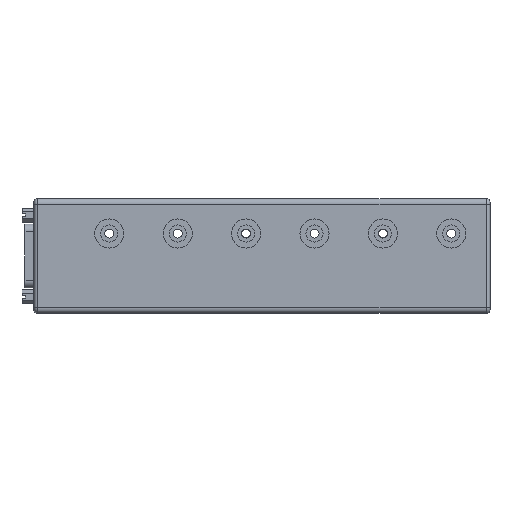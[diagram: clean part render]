
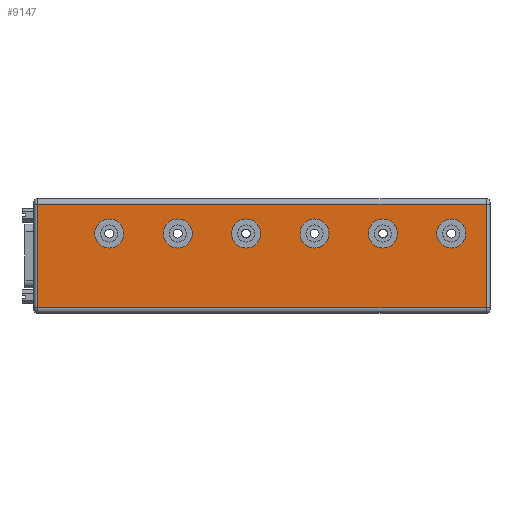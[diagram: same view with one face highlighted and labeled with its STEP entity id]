
A CAD part, front view. The second image highlights one B-rep face of the part: STEP entity #9147.
In plain terms, the highlighted planar face has unit normal (0, -1, 0).
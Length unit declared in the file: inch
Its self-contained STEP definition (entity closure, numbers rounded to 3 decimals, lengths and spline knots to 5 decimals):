
#35 = EDGE_LOOP ( 'NONE', ( #3468, #1198 ) ) ;
#56 = AXIS2_PLACEMENT_3D ( 'NONE', #3856, #8899, #4590 ) ;
#100 = CIRCLE ( 'NONE', #3385, 0.2345 ) ;
#102 = CARTESIAN_POINT ( 'NONE',  ( 7.35, 0., -0.09 ) ) ;
#229 = DIRECTION ( 'NONE',  ( 0., 0., 1. ) ) ;
#247 = ORIENTED_EDGE ( 'NONE', *, *, #7669, .T. ) ;
#301 = CARTESIAN_POINT ( 'NONE',  ( 4.523, 0., -0.7975 ) ) ;
#437 = CARTESIAN_POINT ( 'NONE',  ( 0.0625, 0., -0.09 ) ) ;
#445 = DIRECTION ( 'NONE',  ( 0., 0., 1. ) ) ;
#516 = AXIS2_PLACEMENT_3D ( 'NONE', #5190, #831, #5938 ) ;
#532 = CARTESIAN_POINT ( 'NONE',  ( 5.625, 0., -0.3285 ) ) ;
#634 = DIRECTION ( 'NONE',  ( 0., 0., 1. ) ) ;
#809 = EDGE_LOOP ( 'NONE', ( #5824, #247, #3607, #3518 ) ) ;
#831 = DIRECTION ( 'NONE',  ( 0., -1., 0. ) ) ;
#851 = EDGE_LOOP ( 'NONE', ( #4106, #5268 ) ) ;
#962 = DIRECTION ( 'NONE',  ( -1., 0., 0. ) ) ;
#994 = DIRECTION ( 'NONE',  ( 0., -1., 0. ) ) ;
#1021 = EDGE_CURVE ( 'NONE', #4939, #5019, #8611, .T. ) ;
#1121 = FACE_BOUND ( 'NONE', #35, .T. ) ;
#1198 = ORIENTED_EDGE ( 'NONE', *, *, #8623, .F. ) ;
#1210 = EDGE_LOOP ( 'NONE', ( #3286, #3461 ) ) ;
#1213 = CARTESIAN_POINT ( 'NONE',  ( 2.319, 0., -0.563 ) ) ;
#1214 = CARTESIAN_POINT ( 'NONE',  ( 6.727, 0., -0.3285 ) ) ;
#1284 = VERTEX_POINT ( 'NONE', #7431 ) ;
#1310 = VECTOR ( 'NONE', #4833, 39.37008 ) ;
#1346 = CIRCLE ( 'NONE', #516, 0.2345 ) ;
#1553 = VERTEX_POINT ( 'NONE', #4349 ) ;
#1557 = VERTEX_POINT ( 'NONE', #7935 ) ;
#1643 = CARTESIAN_POINT ( 'NONE',  ( 4.523, 0., -0.563 ) ) ;
#1666 = EDGE_LOOP ( 'NONE', ( #4648, #2053 ) ) ;
#1676 = CIRCLE ( 'NONE', #1898, 0.2345 ) ;
#1750 = DIRECTION ( 'NONE',  ( 0., -1., 0. ) ) ;
#1822 = DIRECTION ( 'NONE',  ( -1., 0., 0. ) ) ;
#1835 = VERTEX_POINT ( 'NONE', #6807 ) ;
#1898 = AXIS2_PLACEMENT_3D ( 'NONE', #1643, #6736, #2364 ) ;
#1960 = DIRECTION ( 'NONE',  ( 0., 0., 1. ) ) ;
#1981 = AXIS2_PLACEMENT_3D ( 'NONE', #102, #6656, #2293 ) ;
#2000 = EDGE_CURVE ( 'NONE', #4801, #7138, #2869, .T. ) ;
#2053 = ORIENTED_EDGE ( 'NONE', *, *, #8253, .F. ) ;
#2064 = VECTOR ( 'NONE', #1822, 39.37008 ) ;
#2162 = CIRCLE ( 'NONE', #6114, 0.2345 ) ;
#2207 = ORIENTED_EDGE ( 'NONE', *, *, #8564, .F. ) ;
#2269 = LINE ( 'NONE', #4728, #2064 ) ;
#2293 = DIRECTION ( 'NONE',  ( 0., 0., 1. ) ) ;
#2302 = CARTESIAN_POINT ( 'NONE',  ( 0.0625, 0., -0.09 ) ) ;
#2304 = CARTESIAN_POINT ( 'NONE',  ( 3.421, 0., -0.563 ) ) ;
#2364 = DIRECTION ( 'NONE',  ( 0., 0., 1. ) ) ;
#2375 = VERTEX_POINT ( 'NONE', #8364 ) ;
#2472 = CARTESIAN_POINT ( 'NONE',  ( 7.2875, 0., -0.09 ) ) ;
#2565 = CARTESIAN_POINT ( 'NONE',  ( 7.2875, 0., -1.76 ) ) ;
#2641 = CARTESIAN_POINT ( 'NONE',  ( 3.421, 0., -0.3285 ) ) ;
#2823 = ORIENTED_EDGE ( 'NONE', *, *, #4335, .F. ) ;
#2869 = LINE ( 'NONE', #6069, #8448 ) ;
#2991 = PLANE ( 'NONE',  #1981 ) ;
#3040 = DIRECTION ( 'NONE',  ( 0., -1., 0. ) ) ;
#3045 = DIRECTION ( 'NONE',  ( 0., 0., 1. ) ) ;
#3052 = FACE_BOUND ( 'NONE', #851, .T. ) ;
#3190 = VERTEX_POINT ( 'NONE', #437 ) ;
#3196 = DIRECTION ( 'NONE',  ( 0., -1., 0. ) ) ;
#3256 = LINE ( 'NONE', #9158, #1310 ) ;
#3286 = ORIENTED_EDGE ( 'NONE', *, *, #1021, .F. ) ;
#3299 = FACE_BOUND ( 'NONE', #1666, .T. ) ;
#3385 = AXIS2_PLACEMENT_3D ( 'NONE', #9141, #4816, #445 ) ;
#3461 = ORIENTED_EDGE ( 'NONE', *, *, #3834, .F. ) ;
#3464 = AXIS2_PLACEMENT_3D ( 'NONE', #8920, #4610, #229 ) ;
#3468 = ORIENTED_EDGE ( 'NONE', *, *, #9241, .F. ) ;
#3514 = VERTEX_POINT ( 'NONE', #1214 ) ;
#3518 = ORIENTED_EDGE ( 'NONE', *, *, #8573, .T. ) ;
#3607 = ORIENTED_EDGE ( 'NONE', *, *, #3900, .T. ) ;
#3834 = EDGE_CURVE ( 'NONE', #5019, #4939, #4459, .T. ) ;
#3856 = CARTESIAN_POINT ( 'NONE',  ( 6.727, 0., -0.563 ) ) ;
#3890 = VECTOR ( 'NONE', #4494, 39.37008 ) ;
#3900 = EDGE_CURVE ( 'NONE', #6466, #3190, #2269, .T. ) ;
#4106 = ORIENTED_EDGE ( 'NONE', *, *, #4823, .F. ) ;
#4139 = LINE ( 'NONE', #2302, #3890 ) ;
#4335 = EDGE_CURVE ( 'NONE', #4887, #1553, #5482, .T. ) ;
#4349 = CARTESIAN_POINT ( 'NONE',  ( 1.217, 0., -0.7975 ) ) ;
#4363 = AXIS2_PLACEMENT_3D ( 'NONE', #2304, #7404, #3045 ) ;
#4459 = CIRCLE ( 'NONE', #6396, 0.2345 ) ;
#4494 = DIRECTION ( 'NONE',  ( 0., 0., -1. ) ) ;
#4587 = AXIS2_PLACEMENT_3D ( 'NONE', #9331, #5005, #634 ) ;
#4590 = DIRECTION ( 'NONE',  ( 0., 0., 1. ) ) ;
#4610 = DIRECTION ( 'NONE',  ( 0., -1., 0. ) ) ;
#4648 = ORIENTED_EDGE ( 'NONE', *, *, #9135, .F. ) ;
#4728 = CARTESIAN_POINT ( 'NONE',  ( 7.35, 0., -0.09 ) ) ;
#4801 = VERTEX_POINT ( 'NONE', #2565 ) ;
#4816 = DIRECTION ( 'NONE',  ( 0., -1., 0. ) ) ;
#4823 = EDGE_CURVE ( 'NONE', #2375, #9336, #100, .T. ) ;
#4833 = DIRECTION ( 'NONE',  ( 0., 0., 1. ) ) ;
#4837 = AXIS2_PLACEMENT_3D ( 'NONE', #5372, #994, #6098 ) ;
#4887 = VERTEX_POINT ( 'NONE', #7032 ) ;
#4939 = VERTEX_POINT ( 'NONE', #532 ) ;
#5005 = DIRECTION ( 'NONE',  ( 0., -1., 0. ) ) ;
#5007 = FACE_BOUND ( 'NONE', #5435, .T. ) ;
#5019 = VERTEX_POINT ( 'NONE', #5731 ) ;
#5190 = CARTESIAN_POINT ( 'NONE',  ( 2.319, 0., -0.563 ) ) ;
#5220 = FACE_BOUND ( 'NONE', #1210, .T. ) ;
#5268 = ORIENTED_EDGE ( 'NONE', *, *, #6883, .F. ) ;
#5273 = VERTEX_POINT ( 'NONE', #8466 ) ;
#5284 = ORIENTED_EDGE ( 'NONE', *, *, #9304, .F. ) ;
#5372 = CARTESIAN_POINT ( 'NONE',  ( 5.625, 0., -0.563 ) ) ;
#5435 = EDGE_LOOP ( 'NONE', ( #2207, #8389 ) ) ;
#5482 = CIRCLE ( 'NONE', #4587, 0.2345 ) ;
#5731 = CARTESIAN_POINT ( 'NONE',  ( 5.625, 0., -0.7975 ) ) ;
#5799 = CIRCLE ( 'NONE', #5871, 0.2345 ) ;
#5824 = ORIENTED_EDGE ( 'NONE', *, *, #2000, .F. ) ;
#5871 = AXIS2_PLACEMENT_3D ( 'NONE', #7559, #3196, #8274 ) ;
#5938 = DIRECTION ( 'NONE',  ( 0., 0., 1. ) ) ;
#6069 = CARTESIAN_POINT ( 'NONE',  ( 7.35, 0., -1.76 ) ) ;
#6098 = DIRECTION ( 'NONE',  ( 0., 0., 1. ) ) ;
#6112 = CARTESIAN_POINT ( 'NONE',  ( 5.625, 0., -0.563 ) ) ;
#6114 = AXIS2_PLACEMENT_3D ( 'NONE', #7402, #3040, #8115 ) ;
#6332 = DIRECTION ( 'NONE',  ( 0., -1., 0. ) ) ;
#6354 = EDGE_CURVE ( 'NONE', #1557, #8753, #7802, .T. ) ;
#6396 = AXIS2_PLACEMENT_3D ( 'NONE', #6112, #1750, #6846 ) ;
#6466 = VERTEX_POINT ( 'NONE', #2472 ) ;
#6482 = CIRCLE ( 'NONE', #3464, 0.2345 ) ;
#6527 = CIRCLE ( 'NONE', #6772, 0.2345 ) ;
#6656 = DIRECTION ( 'NONE',  ( 0., 1., 0. ) ) ;
#6736 = DIRECTION ( 'NONE',  ( 0., -1., 0. ) ) ;
#6772 = AXIS2_PLACEMENT_3D ( 'NONE', #1213, #6332, #1960 ) ;
#6807 = CARTESIAN_POINT ( 'NONE',  ( 2.319, 0., -0.7975 ) ) ;
#6846 = DIRECTION ( 'NONE',  ( 0., 0., 1. ) ) ;
#6883 = EDGE_CURVE ( 'NONE', #9336, #2375, #1676, .T. ) ;
#6940 = FACE_OUTER_BOUND ( 'NONE', #809, .T. ) ;
#7032 = CARTESIAN_POINT ( 'NONE',  ( 1.217, 0., -0.3285 ) ) ;
#7138 = VERTEX_POINT ( 'NONE', #9145 ) ;
#7176 = FACE_BOUND ( 'NONE', #7670, .T. ) ;
#7402 = CARTESIAN_POINT ( 'NONE',  ( 3.421, 0., -0.563 ) ) ;
#7404 = DIRECTION ( 'NONE',  ( 0., -1., 0. ) ) ;
#7431 = CARTESIAN_POINT ( 'NONE',  ( 2.319, 0., -0.3285 ) ) ;
#7559 = CARTESIAN_POINT ( 'NONE',  ( 1.217, 0., -0.563 ) ) ;
#7669 = EDGE_CURVE ( 'NONE', #4801, #6466, #3256, .T. ) ;
#7670 = EDGE_LOOP ( 'NONE', ( #2823, #5284 ) ) ;
#7802 = CIRCLE ( 'NONE', #4363, 0.2345 ) ;
#7935 = CARTESIAN_POINT ( 'NONE',  ( 3.421, 0., -0.7975 ) ) ;
#8115 = DIRECTION ( 'NONE',  ( 0., 0., 1. ) ) ;
#8253 = EDGE_CURVE ( 'NONE', #1835, #1284, #6527, .T. ) ;
#8274 = DIRECTION ( 'NONE',  ( 0., 0., 1. ) ) ;
#8364 = CARTESIAN_POINT ( 'NONE',  ( 4.523, 0., -0.3285 ) ) ;
#8389 = ORIENTED_EDGE ( 'NONE', *, *, #6354, .F. ) ;
#8448 = VECTOR ( 'NONE', #962, 39.37008 ) ;
#8466 = CARTESIAN_POINT ( 'NONE',  ( 6.727, 0., -0.7975 ) ) ;
#8534 = CIRCLE ( 'NONE', #56, 0.2345 ) ;
#8564 = EDGE_CURVE ( 'NONE', #8753, #1557, #2162, .T. ) ;
#8573 = EDGE_CURVE ( 'NONE', #3190, #7138, #4139, .T. ) ;
#8611 = CIRCLE ( 'NONE', #4837, 0.2345 ) ;
#8623 = EDGE_CURVE ( 'NONE', #5273, #3514, #8534, .T. ) ;
#8753 = VERTEX_POINT ( 'NONE', #2641 ) ;
#8899 = DIRECTION ( 'NONE',  ( 0., -1., 0. ) ) ;
#8920 = CARTESIAN_POINT ( 'NONE',  ( 6.727, 0., -0.563 ) ) ;
#9135 = EDGE_CURVE ( 'NONE', #1284, #1835, #1346, .T. ) ;
#9141 = CARTESIAN_POINT ( 'NONE',  ( 4.523, 0., -0.563 ) ) ;
#9145 = CARTESIAN_POINT ( 'NONE',  ( 0.0625, 0., -1.76 ) ) ;
#9147 = ADVANCED_FACE ( 'NONE', ( #6940, #7176, #3299, #5007, #3052, #5220, #1121 ), #2991, .F. ) ;
#9158 = CARTESIAN_POINT ( 'NONE',  ( 7.2875, 0., -0.09 ) ) ;
#9241 = EDGE_CURVE ( 'NONE', #3514, #5273, #6482, .T. ) ;
#9304 = EDGE_CURVE ( 'NONE', #1553, #4887, #5799, .T. ) ;
#9331 = CARTESIAN_POINT ( 'NONE',  ( 1.217, 0., -0.563 ) ) ;
#9336 = VERTEX_POINT ( 'NONE', #301 ) ;
